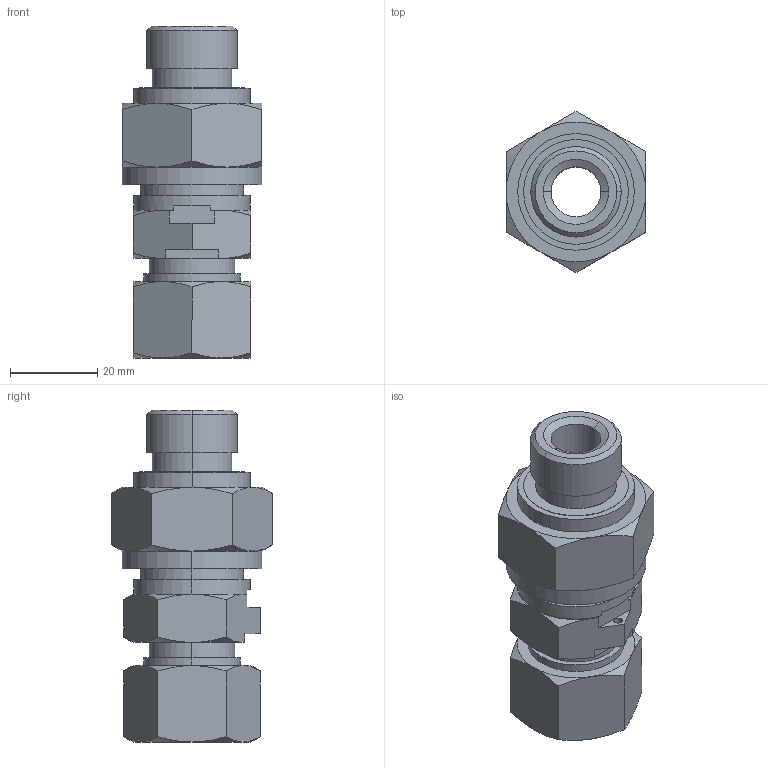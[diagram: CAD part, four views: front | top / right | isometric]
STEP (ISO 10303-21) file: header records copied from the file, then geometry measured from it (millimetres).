
FILE_DESCRIPTION (( 'STEP AP214' ), '1' );
FILE_NAME ('ADD-RVP_250167.STEP', '2015-07-16T09:00:39', ( 'Admin1' ), ( '' ), 'SwSTEP 2.0', 'SolidWorks 2014', '' );
FILE_SCHEMA (( 'AUTOMOTIVE_DESIGN' ));
Length unit declared in the file: millimetre
Products named in the file (1): ADD-RVP_250167
Bounding box: 32 x 36.95 x 76 mm (x, y, z)
Volume: 35821.6 mm3; surface area: 12175.8 mm2
Topology: 1 solids, 1 shells, 123 faces, 281 edges, 173 vertices
Faces by surface type: plane 55, cone 42, cylinder 26
Entity records: 3932 total; most frequent: CARTESIAN_POINT 1018, ORIENTED_EDGE 562, DIRECTION 548, EDGE_CURVE 281, AXIS2_PLACEMENT_3D 219, VERTEX_POINT 173, EDGE_LOOP 140, FACE_OUTER_BOUND 123
